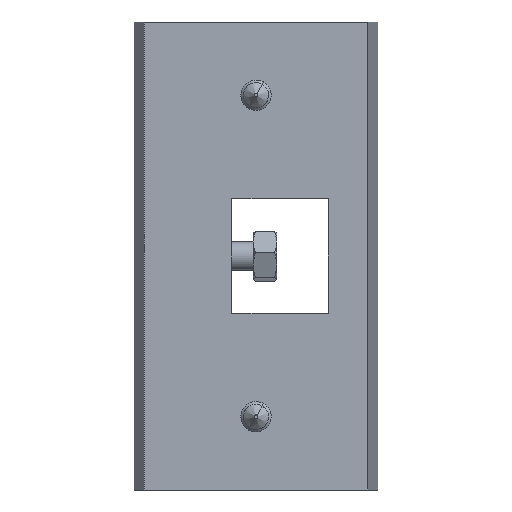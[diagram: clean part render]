
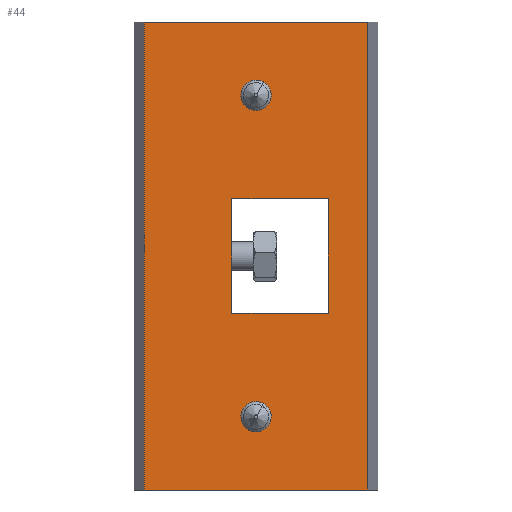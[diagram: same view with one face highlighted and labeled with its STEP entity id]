
A CAD part, front view. The second image highlights one B-rep face of the part: STEP entity #44.
In plain terms, the highlighted planar face has unit normal (0, -1, 0).
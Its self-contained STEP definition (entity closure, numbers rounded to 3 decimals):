
#29=FACE_BOUND('',#302,.T.);
#30=FACE_BOUND('',#303,.T.);
#31=FACE_BOUND('',#304,.T.);
#44=ADVANCED_FACE('',(#171,#29,#30,#31),#1800,.T.);
#171=FACE_OUTER_BOUND('',#301,.T.);
#301=EDGE_LOOP('',(#459,#460,#461,#462));
#302=EDGE_LOOP('',(#463,#464,#465,#466));
#303=EDGE_LOOP('',(#467,#468));
#304=EDGE_LOOP('',(#469,#470));
#459=ORIENTED_EDGE('',*,*,#1022,.F.);
#460=ORIENTED_EDGE('',*,*,#1023,.F.);
#461=ORIENTED_EDGE('',*,*,#1024,.F.);
#462=ORIENTED_EDGE('',*,*,#1020,.F.);
#463=ORIENTED_EDGE('',*,*,#1021,.T.);
#464=ORIENTED_EDGE('',*,*,#1006,.T.);
#465=ORIENTED_EDGE('',*,*,#1025,.T.);
#466=ORIENTED_EDGE('',*,*,#1001,.T.);
#467=ORIENTED_EDGE('',*,*,#1058,.T.);
#468=ORIENTED_EDGE('',*,*,#1056,.T.);
#469=ORIENTED_EDGE('',*,*,#1064,.T.);
#470=ORIENTED_EDGE('',*,*,#1060,.T.);
#1001=EDGE_CURVE('',#1566,#1567,#1399,.T.);
#1006=EDGE_CURVE('',#1570,#1571,#1404,.T.);
#1020=EDGE_CURVE('',#1581,#1586,#1415,.T.);
#1021=EDGE_CURVE('',#1567,#1570,#1416,.T.);
#1022=EDGE_CURVE('',#1584,#1581,#1417,.T.);
#1023=EDGE_CURVE('',#1585,#1584,#1418,.T.);
#1024=EDGE_CURVE('',#1586,#1585,#1419,.T.);
#1025=EDGE_CURVE('',#1571,#1566,#1420,.T.);
#1056=EDGE_CURVE('',#1607,#1582,#1288,.T.);
#1058=EDGE_CURVE('',#1582,#1607,#1290,.T.);
#1060=EDGE_CURVE('',#1610,#1583,#1292,.T.);
#1064=EDGE_CURVE('',#1583,#1610,#1296,.T.);
#1288=(
BOUNDED_CURVE()
B_SPLINE_CURVE(2,(#2480,#2481,#2482,#2483,#2484),.UNSPECIFIED.,.F.,.F.)
B_SPLINE_CURVE_WITH_KNOTS((3,2,3),(-13.352,-6.676,
0.),.UNSPECIFIED.)
CURVE()
GEOMETRIC_REPRESENTATION_ITEM()
RATIONAL_B_SPLINE_CURVE((1.,0.707,1.,0.707,1.))
REPRESENTATION_ITEM('')
);
#1290=(
BOUNDED_CURVE()
B_SPLINE_CURVE(2,(#2490,#2491,#2492,#2493,#2494),.UNSPECIFIED.,.F.,.F.)
B_SPLINE_CURVE_WITH_KNOTS((3,2,3),(-13.352,-6.676,
0.),.UNSPECIFIED.)
CURVE()
GEOMETRIC_REPRESENTATION_ITEM()
RATIONAL_B_SPLINE_CURVE((1.,0.707,1.,0.707,1.))
REPRESENTATION_ITEM('')
);
#1292=(
BOUNDED_CURVE()
B_SPLINE_CURVE(2,(#2500,#2501,#2502,#2503,#2504),.UNSPECIFIED.,.F.,.F.)
B_SPLINE_CURVE_WITH_KNOTS((3,2,3),(0.,6.676,13.352),
 .UNSPECIFIED.)
CURVE()
GEOMETRIC_REPRESENTATION_ITEM()
RATIONAL_B_SPLINE_CURVE((1.,0.707,1.,0.707,1.))
REPRESENTATION_ITEM('')
);
#1296=(
BOUNDED_CURVE()
B_SPLINE_CURVE(2,(#2514,#2515,#2516,#2517,#2518),.UNSPECIFIED.,.F.,.F.)
B_SPLINE_CURVE_WITH_KNOTS((3,2,3),(0.,6.676,13.352),
 .UNSPECIFIED.)
CURVE()
GEOMETRIC_REPRESENTATION_ITEM()
RATIONAL_B_SPLINE_CURVE((1.,0.707,1.,0.707,1.))
REPRESENTATION_ITEM('')
);
#1399=B_SPLINE_CURVE_WITH_KNOTS('',1,(#2339,#2340),.UNSPECIFIED.,.F.,.F.,
(2,2),(0.,27.),.UNSPECIFIED.);
#1404=B_SPLINE_CURVE_WITH_KNOTS('',1,(#2349,#2350),.UNSPECIFIED.,.F.,.F.,
(2,2),(5.,32.),.UNSPECIFIED.);
#1415=B_SPLINE_CURVE_WITH_KNOTS('',1,(#2386,#2387),.UNSPECIFIED.,.F.,.F.,
(2,2),(-511.502,-380.502),.UNSPECIFIED.);
#1416=B_SPLINE_CURVE_WITH_KNOTS('',1,(#2388,#2389),.UNSPECIFIED.,.F.,.F.,
(2,2),(-16.05,16.05),.UNSPECIFIED.);
#1417=B_SPLINE_CURVE_WITH_KNOTS('',1,(#2390,#2391,#2392,#2393),
 .UNSPECIFIED.,.F.,.F.,(2,1,1,2),(-204.301,-201.739,-161.664,
-159.101),.UNSPECIFIED.);
#1418=B_SPLINE_CURVE_WITH_KNOTS('',1,(#2394,#2395),.UNSPECIFIED.,.F.,.F.,
(2,2),(-335.301,-204.301),.UNSPECIFIED.);
#1419=B_SPLINE_CURVE_WITH_KNOTS('',1,(#2396,#2397,#2398,#2399),
 .UNSPECIFIED.,.F.,.F.,(2,1,1,2),(-380.502,-377.939,-337.864,
-335.301),.UNSPECIFIED.);
#1420=B_SPLINE_CURVE_WITH_KNOTS('',1,(#2400,#2401),.UNSPECIFIED.,.F.,.F.,
(2,2),(43.05,75.15),.UNSPECIFIED.);
#1566=VERTEX_POINT('',#2286);
#1567=VERTEX_POINT('',#2287);
#1570=VERTEX_POINT('',#2290);
#1571=VERTEX_POINT('',#2291);
#1581=VERTEX_POINT('',#2301);
#1582=VERTEX_POINT('',#2302);
#1583=VERTEX_POINT('',#2303);
#1584=VERTEX_POINT('',#2304);
#1585=VERTEX_POINT('',#2305);
#1586=VERTEX_POINT('',#2306);
#1607=VERTEX_POINT('',#2327);
#1610=VERTEX_POINT('',#2330);
#1800=PLANE('',#2042);
#2042=AXIS2_PLACEMENT_3D('',#2184,#2113,$);
#2113=DIRECTION('',(0.,-1.,0.));
#2184=CARTESIAN_POINT('',(-31.876,-3.5,1.31));
#2286=CARTESIAN_POINT('',(20.256,-3.5,-81.55));
#2287=CARTESIAN_POINT('',(-6.744,-3.5,-81.55));
#2290=CARTESIAN_POINT('',(-6.744,-3.5,-49.45));
#2291=CARTESIAN_POINT('',(20.256,-3.5,-49.45));
#2301=CARTESIAN_POINT('',(31.251,-3.5,0.));
#2302=CARTESIAN_POINT('',(0.001,-3.5,-24.75));
#2303=CARTESIAN_POINT('',(0.001,-3.5,-114.75));
#2304=CARTESIAN_POINT('',(-31.251,-3.5,0.));
#2305=CARTESIAN_POINT('',(-31.251,-3.5,-131.));
#2306=CARTESIAN_POINT('',(31.251,-3.5,-131.));
#2327=CARTESIAN_POINT('',(0.001,-3.5,-16.25));
#2330=CARTESIAN_POINT('',(0.001,-3.5,-106.25));
#2339=CARTESIAN_POINT('',(20.256,-3.5,-81.55));
#2340=CARTESIAN_POINT('',(-6.744,-3.5,-81.55));
#2349=CARTESIAN_POINT('',(-6.744,-3.5,-49.45));
#2350=CARTESIAN_POINT('',(20.256,-3.5,-49.45));
#2386=CARTESIAN_POINT('',(31.251,-3.5,0.));
#2387=CARTESIAN_POINT('',(31.251,-3.5,-131.));
#2388=CARTESIAN_POINT('',(-6.744,-3.5,-81.55));
#2389=CARTESIAN_POINT('',(-6.744,-3.5,-49.45));
#2390=CARTESIAN_POINT('',(-31.251,-3.5,0.));
#2391=CARTESIAN_POINT('',(-27.707,-3.5,0.));
#2392=CARTESIAN_POINT('',(27.707,-3.5,0.));
#2393=CARTESIAN_POINT('',(31.251,-3.5,0.));
#2394=CARTESIAN_POINT('',(-31.251,-3.5,-131.));
#2395=CARTESIAN_POINT('',(-31.251,-3.5,0.));
#2396=CARTESIAN_POINT('',(31.251,-3.5,-131.));
#2397=CARTESIAN_POINT('',(27.707,-3.5,-131.));
#2398=CARTESIAN_POINT('',(-27.707,-3.5,-131.));
#2399=CARTESIAN_POINT('',(-31.251,-3.5,-131.));
#2400=CARTESIAN_POINT('',(20.256,-3.5,-49.45));
#2401=CARTESIAN_POINT('',(20.256,-3.5,-81.55));
#2480=CARTESIAN_POINT('',(0.001,-3.5,-16.25));
#2481=CARTESIAN_POINT('',(4.251,-3.5,-16.25));
#2482=CARTESIAN_POINT('',(4.251,-3.5,-20.5));
#2483=CARTESIAN_POINT('',(4.251,-3.5,-24.75));
#2484=CARTESIAN_POINT('',(0.001,-3.5,-24.75));
#2490=CARTESIAN_POINT('',(0.001,-3.5,-24.75));
#2491=CARTESIAN_POINT('',(-4.249,-3.5,-24.75));
#2492=CARTESIAN_POINT('',(-4.249,-3.5,-20.5));
#2493=CARTESIAN_POINT('',(-4.249,-3.5,-16.25));
#2494=CARTESIAN_POINT('',(0.001,-3.5,-16.25));
#2500=CARTESIAN_POINT('',(0.001,-3.5,-106.25));
#2501=CARTESIAN_POINT('',(4.251,-3.5,-106.25));
#2502=CARTESIAN_POINT('',(4.251,-3.5,-110.5));
#2503=CARTESIAN_POINT('',(4.251,-3.5,-114.75));
#2504=CARTESIAN_POINT('',(0.001,-3.5,-114.75));
#2514=CARTESIAN_POINT('',(0.001,-3.5,-114.75));
#2515=CARTESIAN_POINT('',(-4.249,-3.5,-114.75));
#2516=CARTESIAN_POINT('',(-4.249,-3.5,-110.5));
#2517=CARTESIAN_POINT('',(-4.249,-3.5,-106.25));
#2518=CARTESIAN_POINT('',(0.001,-3.5,-106.25));
